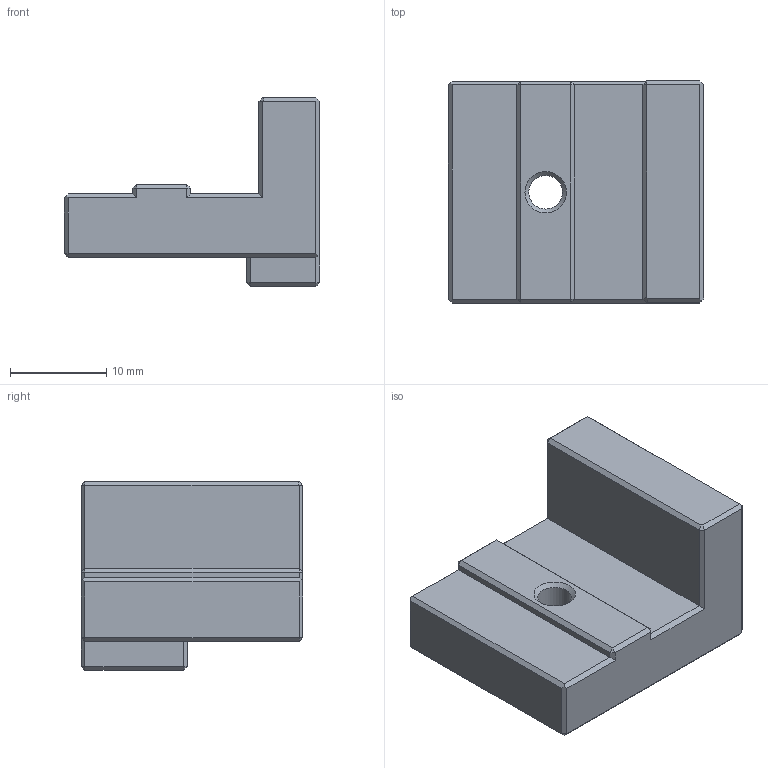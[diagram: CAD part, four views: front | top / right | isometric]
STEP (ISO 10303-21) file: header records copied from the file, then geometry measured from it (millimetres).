
FILE_DESCRIPTION(/* description */ (''),/* implementation_level */ '2;1');
FILE_NAME(/* name */ 'ERCF Long PCB Mount.step',/* time_stamp */ '2025-12-07T08:48:22+08:00',/* author */ (''),/* organization */ (''),/* preprocessor_version */ 'ST-DEVELOPER v20.1',/* originating_system */ 'Autodesk Translation Framework v14.21.0.0',/* authorisation */ '');
FILE_SCHEMA (('AUTOMOTIVE_DESIGN { 1 0 10303 214 3 1 1 }'));
Length unit declared in the file: millimetre
Products named in the file (1): ERCF Long PCB Mount
Bounding box: 26.51 x 23.05 x 19.6 mm (x, y, z)
Volume: 5598.3 mm3; surface area: 2789.1 mm2
Topology: 1 solids, 1 shells, 82 faces, 187 edges, 109 vertices
Faces by surface type: plane 73, cylinder 5, cone 4
Full cylindrical faces by diameter (mm): 2.8 x1, 3.5 x1, 5.9 x1
Entity records: 2261 total; most frequent: CARTESIAN_POINT 379, ORIENTED_EDGE 374, DIRECTION 371, EDGE_CURVE 187, LINE 169, VECTOR 169, VERTEX_POINT 109, AXIS2_PLACEMENT_3D 101
